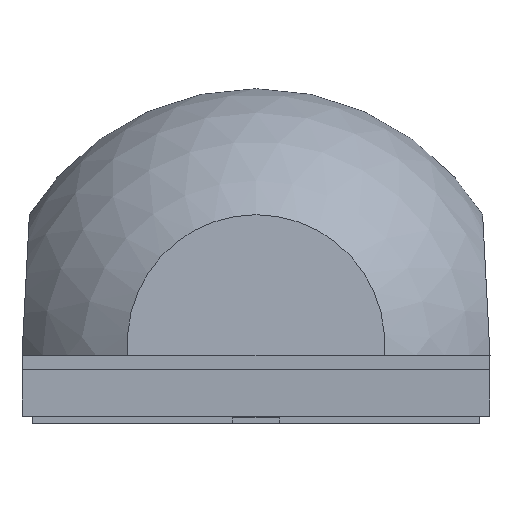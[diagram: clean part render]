
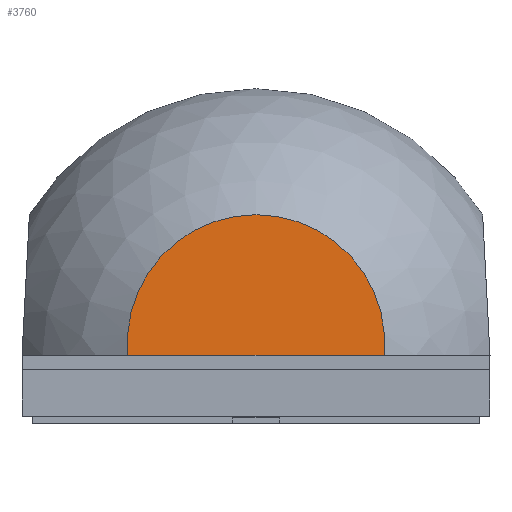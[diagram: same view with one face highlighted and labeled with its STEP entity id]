
A CAD part, left-side view. The second image highlights one B-rep face of the part: STEP entity #3760.
In plain terms, the highlighted planar face has unit normal (-0.999, 0, 0.052).
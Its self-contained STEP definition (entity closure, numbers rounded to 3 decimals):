
#2809 = PLANE('',#2810);
#2810 = AXIS2_PLACEMENT_3D('',#2811,#2812,#2813);
#2811 = CARTESIAN_POINT('',(-2.5,2.5,0.575));
#2812 = DIRECTION('',(-1.,0.,0.));
#2813 = DIRECTION('',(0.,-1.,0.));
#3309 = VERTEX_POINT('',#3310);
#3310 = CARTESIAN_POINT('',(-2.5,1.368,
    0.725));
#3331 = EDGE_CURVE('',#3309,#3332,#3334,.T.);
#3332 = VERTEX_POINT('',#3333);
#3333 = CARTESIAN_POINT('',(-2.5,-1.368,0.725));
#3334 = SURFACE_CURVE('',#3335,(#3339,#3346),.PCURVE_S1.);
#3335 = LINE('',#3336,#3337);
#3336 = CARTESIAN_POINT('',(-2.5,1.368,
    0.725));
#3337 = VECTOR('',#3338,1.);
#3338 = DIRECTION('',(0.,-1.,0.));
#3339 = PCURVE('',#2809,#3340);
#3340 = DEFINITIONAL_REPRESENTATION('',(#3341),#3345);
#3341 = LINE('',#3342,#3343);
#3342 = CARTESIAN_POINT('',(1.132,0.15));
#3343 = VECTOR('',#3344,1.);
#3344 = DIRECTION('',(1.,0.));
#3345 = ( GEOMETRIC_REPRESENTATION_CONTEXT(2) 
PARAMETRIC_REPRESENTATION_CONTEXT() REPRESENTATION_CONTEXT('2D SPACE',''
  ) );
#3346 = PCURVE('',#3347,#3352);
#3347 = PLANE('',#3348);
#3348 = AXIS2_PLACEMENT_3D('',#3349,#3350,#3351);
#3349 = CARTESIAN_POINT('',(-2.5,1.4,0.725));
#3350 = DIRECTION('',(0.999,0.,-0.052));
#3351 = DIRECTION('',(0.052,0.,0.999));
#3352 = DEFINITIONAL_REPRESENTATION('',(#3353),#3357);
#3353 = LINE('',#3354,#3355);
#3354 = CARTESIAN_POINT('',(0.,0.031));
#3355 = VECTOR('',#3356,1.);
#3356 = DIRECTION('',(0.,1.));
#3357 = ( GEOMETRIC_REPRESENTATION_CONTEXT(2) 
PARAMETRIC_REPRESENTATION_CONTEXT() REPRESENTATION_CONTEXT('2D SPACE',''
  ) );
#3399 = SPHERICAL_SURFACE('',#3400,2.85);
#3400 = AXIS2_PLACEMENT_3D('',#3401,#3402,#3403);
#3401 = CARTESIAN_POINT('',(0.,0.,0.725));
#3402 = DIRECTION('',(1.,0.,0.));
#3403 = DIRECTION('',(0.,-1.,0.));
#3663 = EDGE_CURVE('',#3332,#3309,#3664,.T.);
#3664 = SURFACE_CURVE('',#3665,(#3670,#3699),.PCURVE_S1.);
#3665 = CIRCLE('',#3666,1.375);
#3666 = AXIS2_PLACEMENT_3D('',#3667,#3668,#3669);
#3667 = CARTESIAN_POINT('',(-2.493,0.,0.856));
#3668 = DIRECTION('',(-0.999,0.,0.052));
#3669 = DIRECTION('',(-0.005,-0.995,
    -0.095));
#3670 = PCURVE('',#3399,#3671);
#3671 = DEFINITIONAL_REPRESENTATION('',(#3672),#3698);
#3672 = B_SPLINE_CURVE_WITH_KNOTS('',3,(#3673,#3674,#3675,#3676,#3677,
    #3678,#3679,#3680,#3681,#3682,#3683,#3684,#3685,#3686,#3687,#3688,
    #3689,#3690,#3691,#3692,#3693,#3694,#3695,#3696,#3697),
  .UNSPECIFIED.,.F.,.F.,(4,1,1,1,1,1,1,1,1,1,1,1,1,1,1,1,1,1,1,1,1,1,4),
  (0.,0.151,0.303,0.454,0.606,
    0.757,0.909,1.06,1.212,
    1.363,1.515,1.666,1.818,
    1.969,2.121,2.272,2.423,
    2.575,2.726,2.878,3.029,
    3.181,3.332),.QUASI_UNIFORM_KNOTS.);
#3673 = CARTESIAN_POINT('',(6.283,-1.07));
#3674 = CARTESIAN_POINT('',(6.233,-1.067));
#3675 = CARTESIAN_POINT('',(6.133,-1.062));
#3676 = CARTESIAN_POINT('',(5.985,-1.054));
#3677 = CARTESIAN_POINT('',(5.838,-1.047));
#3678 = CARTESIAN_POINT('',(5.694,-1.04));
#3679 = CARTESIAN_POINT('',(5.551,-1.034));
#3680 = CARTESIAN_POINT('',(5.409,-1.028));
#3681 = CARTESIAN_POINT('',(5.268,-1.024));
#3682 = CARTESIAN_POINT('',(5.129,-1.02));
#3683 = CARTESIAN_POINT('',(4.99,-1.017));
#3684 = CARTESIAN_POINT('',(4.851,-1.015));
#3685 = CARTESIAN_POINT('',(4.712,-1.015));
#3686 = CARTESIAN_POINT('',(4.574,-1.015));
#3687 = CARTESIAN_POINT('',(4.435,-1.017));
#3688 = CARTESIAN_POINT('',(4.296,-1.02));
#3689 = CARTESIAN_POINT('',(4.156,-1.024));
#3690 = CARTESIAN_POINT('',(4.016,-1.028));
#3691 = CARTESIAN_POINT('',(3.874,-1.034));
#3692 = CARTESIAN_POINT('',(3.731,-1.04));
#3693 = CARTESIAN_POINT('',(3.586,-1.047));
#3694 = CARTESIAN_POINT('',(3.44,-1.054));
#3695 = CARTESIAN_POINT('',(3.292,-1.062));
#3696 = CARTESIAN_POINT('',(3.192,-1.067));
#3697 = CARTESIAN_POINT('',(3.142,-1.07));
#3698 = ( GEOMETRIC_REPRESENTATION_CONTEXT(2) 
PARAMETRIC_REPRESENTATION_CONTEXT() REPRESENTATION_CONTEXT('2D SPACE',''
  ) );
#3699 = PCURVE('',#3347,#3700);
#3700 = DEFINITIONAL_REPRESENTATION('',(#3701),#3709);
#3701 = ( BOUNDED_CURVE() B_SPLINE_CURVE(2,(#3702,#3703,#3704,#3705,
#3706,#3707,#3708),.UNSPECIFIED.,.F.,.F.) B_SPLINE_CURVE_WITH_KNOTS((1,2
    ,2,2,2,1),(-2.094,0.,2.094,4.189,
6.283,8.378),.UNSPECIFIED.) CURVE() 
GEOMETRIC_REPRESENTATION_ITEM() RATIONAL_B_SPLINE_CURVE((1.,0.5,1.,0.5,
1.,0.5,1.)) REPRESENTATION_ITEM('') );
#3702 = CARTESIAN_POINT('',(0.,2.768));
#3703 = CARTESIAN_POINT('',(2.37,2.995));
#3704 = CARTESIAN_POINT('',(1.381,0.829));
#3705 = CARTESIAN_POINT('',(0.393,-1.337));
#3706 = CARTESIAN_POINT('',(-0.989,0.602));
#3707 = CARTESIAN_POINT('',(-2.37,2.541));
#3708 = CARTESIAN_POINT('',(0.,2.768));
#3709 = ( GEOMETRIC_REPRESENTATION_CONTEXT(2) 
PARAMETRIC_REPRESENTATION_CONTEXT() REPRESENTATION_CONTEXT('2D SPACE',''
  ) );
#3760 = ADVANCED_FACE('',(#3761),#3347,.F.);
#3761 = FACE_BOUND('',#3762,.F.);
#3762 = EDGE_LOOP('',(#3763,#3764));
#3763 = ORIENTED_EDGE('',*,*,#3331,.F.);
#3764 = ORIENTED_EDGE('',*,*,#3663,.F.);
